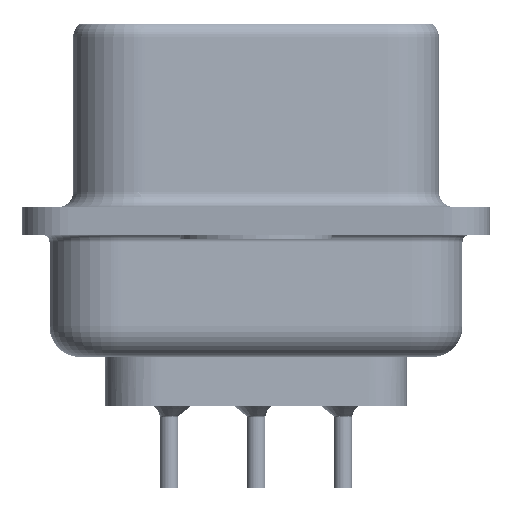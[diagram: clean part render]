
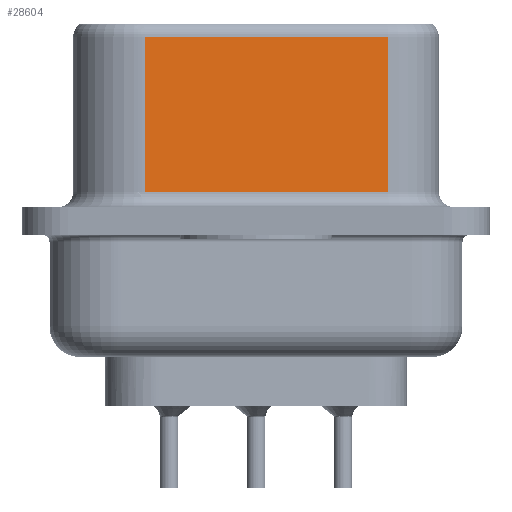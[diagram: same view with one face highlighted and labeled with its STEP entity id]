
A CAD part, left-side view. The second image highlights one B-rep face of the part: STEP entity #28604.
In plain terms, the highlighted planar face has unit normal (-0.985, -0.174, 0).
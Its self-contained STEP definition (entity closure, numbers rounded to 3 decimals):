
#544 = EDGE_CURVE ( 'NONE', #23780, #27036, #7054, .T. ) ;
#1439 = PLANE ( 'NONE',  #23972 ) ;
#1996 = EDGE_LOOP ( 'NONE', ( #10044, #20528, #2956, #9124 ) ) ;
#2956 = ORIENTED_EDGE ( 'NONE', *, *, #12573, .T. ) ;
#3757 = DIRECTION ( 'NONE',  ( 0., 0., -1. ) ) ;
#4102 = VECTOR ( 'NONE', #10936, 1000. ) ;
#4941 = LINE ( 'NONE', #28884, #4102 ) ;
#5605 = CARTESIAN_POINT ( 'NONE',  ( 3.73, 3.628, 0.95 ) ) ;
#6763 = DIRECTION ( 'NONE',  ( -0.174, 0.985, 0. ) ) ;
#6918 = DIRECTION ( 'NONE',  ( 0.985, 0.174, 0. ) ) ;
#7054 = LINE ( 'NONE', #21557, #13197 ) ;
#7948 = VECTOR ( 'NONE', #3757, 1000. ) ;
#9124 = ORIENTED_EDGE ( 'NONE', *, *, #544, .T. ) ;
#10044 = ORIENTED_EDGE ( 'NONE', *, *, #26669, .F. ) ;
#10936 = DIRECTION ( 'NONE',  ( 0., 0., -1. ) ) ;
#11516 = VECTOR ( 'NONE', #6763, 1000. ) ;
#11769 = CARTESIAN_POINT ( 'NONE',  ( 5.132, -4.322, 6.02 ) ) ;
#11871 = EDGE_CURVE ( 'NONE', #13490, #12965, #18392, .T. ) ;
#12573 = EDGE_CURVE ( 'NONE', #12965, #23780, #4941, .T. ) ;
#12965 = VERTEX_POINT ( 'NONE', #26133 ) ;
#13197 = VECTOR ( 'NONE', #28166, 1000. ) ;
#13490 = VERTEX_POINT ( 'NONE', #23581 ) ;
#16776 = CARTESIAN_POINT ( 'NONE',  ( 5.132, -4.322, 6.52 ) ) ;
#18392 = LINE ( 'NONE', #11769, #11516 ) ;
#20528 = ORIENTED_EDGE ( 'NONE', *, *, #11871, .T. ) ;
#20656 = CARTESIAN_POINT ( 'NONE',  ( 5.132, -4.322, 0.95 ) ) ;
#21557 = CARTESIAN_POINT ( 'NONE',  ( 5.132, -4.322, 0.95 ) ) ;
#21704 = LINE ( 'NONE', #16776, #7948 ) ;
#22387 = CARTESIAN_POINT ( 'NONE',  ( 5.132, -4.322, 6.52 ) ) ;
#23581 = CARTESIAN_POINT ( 'NONE',  ( 5.132, -4.322, 6.02 ) ) ;
#23780 = VERTEX_POINT ( 'NONE', #5605 ) ;
#23972 = AXIS2_PLACEMENT_3D ( 'NONE', #22387, #6918, #24955 ) ;
#24376 = FACE_OUTER_BOUND ( 'NONE', #1996, .T. ) ;
#24955 = DIRECTION ( 'NONE',  ( -0.174, 0.985, 0. ) ) ;
#26133 = CARTESIAN_POINT ( 'NONE',  ( 3.73, 3.628, 6.02 ) ) ;
#26669 = EDGE_CURVE ( 'NONE', #13490, #27036, #21704, .T. ) ;
#27036 = VERTEX_POINT ( 'NONE', #20656 ) ;
#28166 = DIRECTION ( 'NONE',  ( 0.174, -0.985, 0. ) ) ;
#28604 = ADVANCED_FACE ( 'NONE', ( #24376 ), #1439, .F. ) ;
#28884 = CARTESIAN_POINT ( 'NONE',  ( 3.73, 3.628, 6.52 ) ) ;
